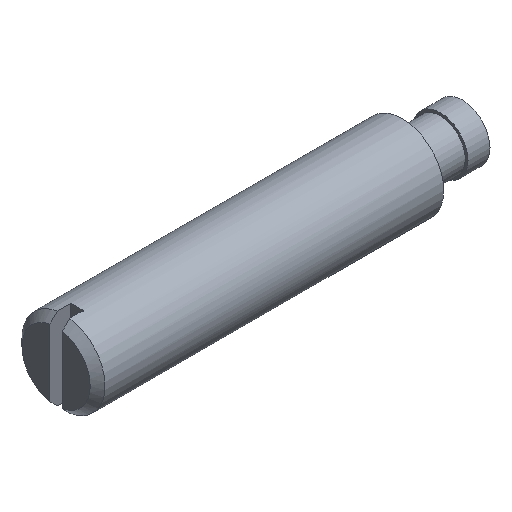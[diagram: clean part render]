
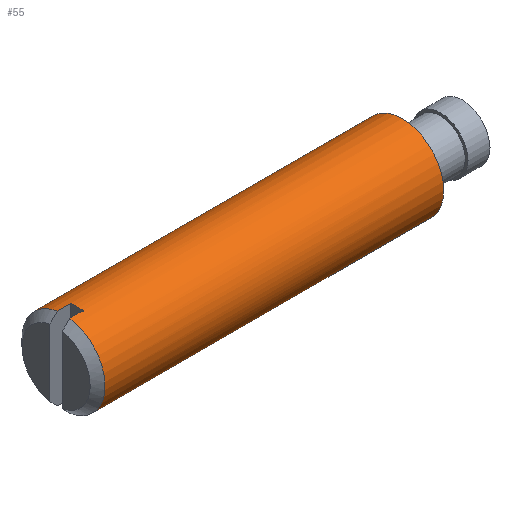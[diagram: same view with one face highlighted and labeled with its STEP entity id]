
A CAD part, isometric view. The second image highlights one B-rep face of the part: STEP entity #55.
In plain terms, the highlighted cylindrical face has radius 6 mm (diameter 12 mm), a full revolution.
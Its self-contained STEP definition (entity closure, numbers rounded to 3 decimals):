
#55 = ADVANCED_FACE( '', ( #111, #112 ), #113, .T. );
#111 = FACE_OUTER_BOUND( '', #163, .T. );
#112 = FACE_OUTER_BOUND( '', #164, .T. );
#113 = CYLINDRICAL_SURFACE( '', #165, 6. );
#163 = EDGE_LOOP( '', ( #240 ) );
#164 = EDGE_LOOP( '', ( #241, #242, #243, #244, #245, #246, #247, #248 ) );
#165 = AXIS2_PLACEMENT_3D( '', #249, #250, #251 );
#240 = ORIENTED_EDGE( '', *, *, #289, .F. );
#241 = ORIENTED_EDGE( '', *, *, #291, .T. );
#242 = ORIENTED_EDGE( '', *, *, #307, .T. );
#243 = ORIENTED_EDGE( '', *, *, #299, .F. );
#244 = ORIENTED_EDGE( '', *, *, #282, .T. );
#245 = ORIENTED_EDGE( '', *, *, #308, .T. );
#246 = ORIENTED_EDGE( '', *, *, #284, .T. );
#247 = ORIENTED_EDGE( '', *, *, #301, .F. );
#248 = ORIENTED_EDGE( '', *, *, #309, .T. );
#249 = CARTESIAN_POINT( '', ( 60., 0., 0. ) );
#250 = DIRECTION( '', ( -1., 0., 0. ) );
#251 = DIRECTION( '', ( 0., 1., 0. ) );
#282 = EDGE_CURVE( '', #323, #321, #324, .F. );
#284 = EDGE_CURVE( '', #319, #325, #327, .T. );
#289 = EDGE_CURVE( '', #334, #334, #335, .T. );
#291 = EDGE_CURVE( '', #337, #338, #339, .T. );
#299 = EDGE_CURVE( '', #323, #349, #350, .T. );
#301 = EDGE_CURVE( '', #351, #325, #353, .T. );
#307 = EDGE_CURVE( '', #338, #349, #360, .T. );
#308 = EDGE_CURVE( '', #321, #319, #361, .T. );
#309 = EDGE_CURVE( '', #351, #337, #362, .F. );
#319 = VERTEX_POINT( '', #373 );
#321 = VERTEX_POINT( '', #378 );
#323 = VERTEX_POINT( '', #383 );
#324 = LINE( '', #384, #385 );
#325 = VERTEX_POINT( '', #386 );
#327 = LINE( '', #389, #390 );
#334 = VERTEX_POINT( '', #397 );
#335 = CIRCLE( '', #398, 6. );
#337 = VERTEX_POINT( '', #400 );
#338 = VERTEX_POINT( '', #401 );
#339 = CIRCLE( '', #402, 6. );
#349 = VERTEX_POINT( '', #418 );
#350 = CIRCLE( '', #419, 6. );
#351 = VERTEX_POINT( '', #420 );
#353 = CIRCLE( '', #423, 6. );
#360 = LINE( '', #431, #432 );
#361 = CIRCLE( '', #433, 6. );
#362 = LINE( '', #434, #435 );
#373 = CARTESIAN_POINT( '', ( 1.074, 0.9, 5.932 ) );
#378 = CARTESIAN_POINT( '', ( 1.074, 0.9, -5.932 ) );
#383 = CARTESIAN_POINT( '', ( 3., 0.9, -5.932 ) );
#384 = CARTESIAN_POINT( '', ( 60., 0.9, -5.932 ) );
#385 = VECTOR( '', #443, 1000. );
#386 = CARTESIAN_POINT( '', ( 3., 0.9, 5.932 ) );
#389 = CARTESIAN_POINT( '', ( 60., 0.9, 5.932 ) );
#390 = VECTOR( '', #445, 1000. );
#397 = CARTESIAN_POINT( '', ( 50., 6., 0. ) );
#398 = AXIS2_PLACEMENT_3D( '', #452, #453, #454 );
#400 = CARTESIAN_POINT( '', ( 1.074, -0.9, 5.932 ) );
#401 = CARTESIAN_POINT( '', ( 1.074, -0.9, -5.932 ) );
#402 = AXIS2_PLACEMENT_3D( '', #455, #456, #457 );
#418 = CARTESIAN_POINT( '', ( 3., -0.9, -5.932 ) );
#419 = AXIS2_PLACEMENT_3D( '', #464, #465, #466 );
#420 = CARTESIAN_POINT( '', ( 3., -0.9, 5.932 ) );
#423 = AXIS2_PLACEMENT_3D( '', #468, #469, #470 );
#431 = CARTESIAN_POINT( '', ( 60., -0.9, -5.932 ) );
#432 = VECTOR( '', #475, 1000. );
#433 = AXIS2_PLACEMENT_3D( '', #476, #477, #478 );
#434 = CARTESIAN_POINT( '', ( 60., -0.9, 5.932 ) );
#435 = VECTOR( '', #479, 1000. );
#443 = DIRECTION( '', ( 1., 0., 0. ) );
#445 = DIRECTION( '', ( 1., 0., 0. ) );
#452 = CARTESIAN_POINT( '', ( 50., 0., 0. ) );
#453 = DIRECTION( '', ( 1., 0., 0. ) );
#454 = DIRECTION( '', ( 0., 1., 0. ) );
#455 = CARTESIAN_POINT( '', ( 1.074, 0., 0. ) );
#456 = DIRECTION( '', ( 1., 0., 0. ) );
#457 = DIRECTION( '', ( 0., 1., 0. ) );
#464 = CARTESIAN_POINT( '', ( 3., 0., 0. ) );
#465 = DIRECTION( '', ( -1., 0., 0. ) );
#466 = DIRECTION( '', ( 0., 0., 1. ) );
#468 = CARTESIAN_POINT( '', ( 3., 0., 0. ) );
#469 = DIRECTION( '', ( -1., 0., 0. ) );
#470 = DIRECTION( '', ( 0., 0., 1. ) );
#475 = DIRECTION( '', ( 1., 0., 0. ) );
#476 = CARTESIAN_POINT( '', ( 1.074, 0., 0. ) );
#477 = DIRECTION( '', ( 1., 0., 0. ) );
#478 = DIRECTION( '', ( 0., 1., 0. ) );
#479 = DIRECTION( '', ( 1., 0., 0. ) );
